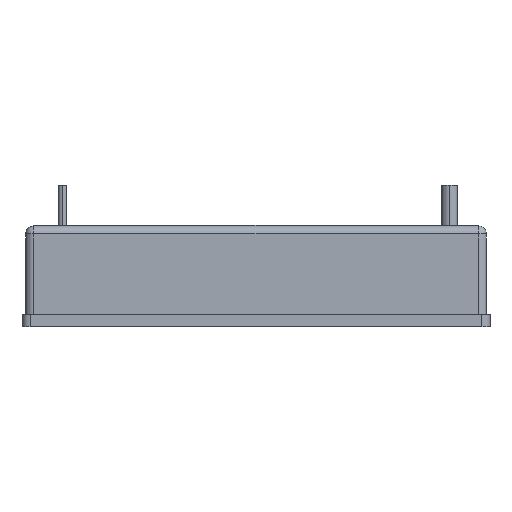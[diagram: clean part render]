
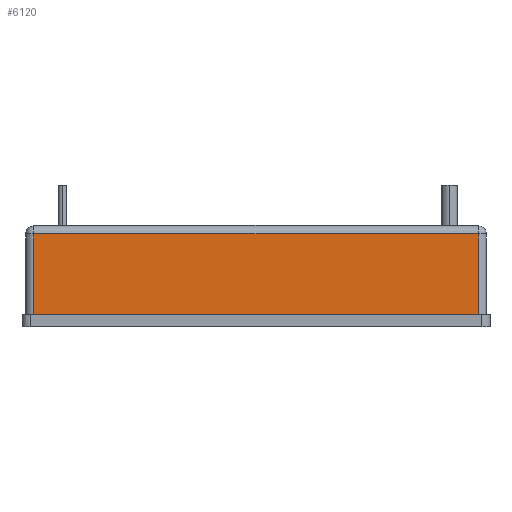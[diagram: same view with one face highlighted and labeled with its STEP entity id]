
A CAD part, front view. The second image highlights one B-rep face of the part: STEP entity #6120.
In plain terms, the highlighted face is planar.
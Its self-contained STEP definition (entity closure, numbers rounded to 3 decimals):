
#5530=CARTESIAN_POINT('',(11.2,36.35,-12.7));
#5540=VERTEX_POINT('',#5530);
#5570=CARTESIAN_POINT('',(11.2,36.35,6.538));
#5580=DIRECTION('',(0.,0.,1.));
#5590=VECTOR('',#5580,1.);
#5600=LINE('',#5570,#5590);
#5610=CARTESIAN_POINT('',(11.2,36.35,-2.6));
#5620=VERTEX_POINT('',#5610);
#5630=EDGE_CURVE('',#5540,#5620,#5600,.T.);
#5820=CARTESIAN_POINT('',(11.2,93.3,-0.1));
#5830=DIRECTION('',(-1.,0.,0.));
#5840=DIRECTION('',(0.,-1.,0.));
#5850=AXIS2_PLACEMENT_3D('',#5820,#5830,#5840);
#5860=PLANE('',#5850);
#5870=CARTESIAN_POINT('',(11.2,64.1,-12.7));
#5880=DIRECTION('',(0.,1.,-0.));
#5890=VECTOR('',#5880,1.);
#5900=LINE('',#5870,#5890);
#5910=CARTESIAN_POINT('',(11.2,91.85,-12.7));
#5920=VERTEX_POINT('',#5910);
#5930=EDGE_CURVE('',#5540,#5920,#5900,.T.);
#5940=ORIENTED_EDGE('',*,*,#5930,.F.);
#5950=CARTESIAN_POINT('',(11.2,91.85,8.038));
#5960=DIRECTION('',(0.,0.,1.));
#5970=VECTOR('',#5960,1.);
#5980=LINE('',#5950,#5970);
#5990=CARTESIAN_POINT('',(11.2,91.85,-2.6));
#6000=VERTEX_POINT('',#5990);
#6010=EDGE_CURVE('',#5920,#6000,#5980,.T.);
#6020=ORIENTED_EDGE('',*,*,#6010,.F.);
#6030=CARTESIAN_POINT('',(11.2,134.228,-2.6));
#6040=DIRECTION('',(0.,1.,0.));
#6050=VECTOR('',#6040,1.);
#6060=LINE('',#6030,#6050);
#6070=EDGE_CURVE('',#5620,#6000,#6060,.T.);
#6080=ORIENTED_EDGE('',*,*,#6070,.T.);
#6090=ORIENTED_EDGE('',*,*,#5630,.T.);
#6100=EDGE_LOOP('',(#6090,#6080,#6020,#5940));
#6110=FACE_OUTER_BOUND('',#6100,.T.);
#6120=ADVANCED_FACE('',(#6110),#5860,.T.);
